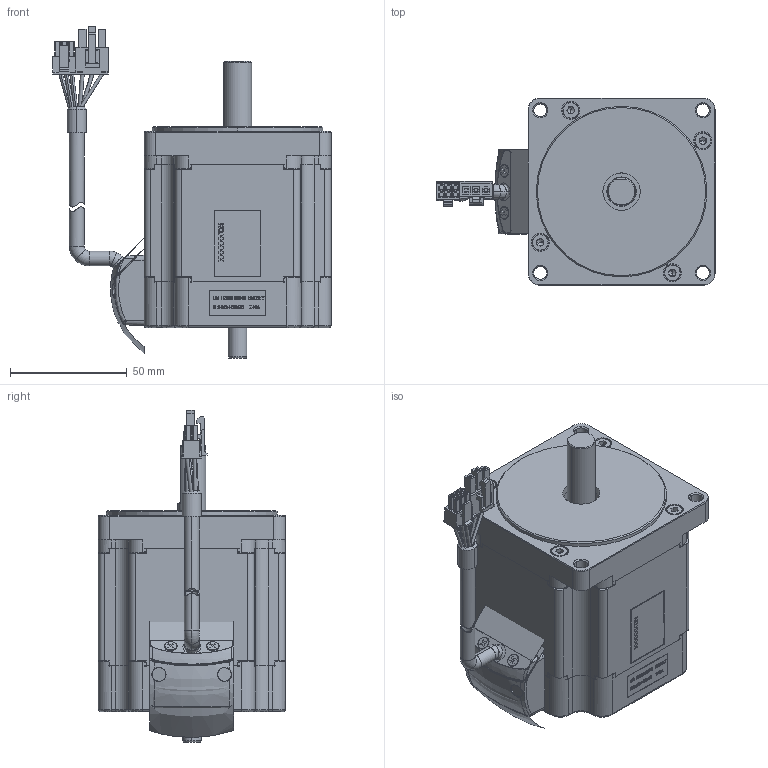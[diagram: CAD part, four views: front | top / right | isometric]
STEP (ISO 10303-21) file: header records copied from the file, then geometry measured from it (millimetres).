
FILE_DESCRIPTION((''),'2;1');
FILE_NAME('4611130001012_ASM_ASM','2020-01-14T19:26:01',('TQ00207'),(''),'CREO PARAMETRIC BY PTC INC, 2018100','CREO PARAMETRIC BY PTC INC, 2018100','');
FILE_SCHEMA(('CONFIG_CONTROL_DESIGN'));
Products named in the file (36): DINGZIZUJIAN_1_1; HOUDUANGAI_2_1; 00_1-11791; 00_ASM_1-11801_ASM; 00_ASM_1-12549_ASM; ROLLINGBEARINGS6000002_1_1_2__4; ZHUANZIZUJIAN_ASM_1_1_ASM; 00_1-34838; _220001_1_1_2_3_4; 200_1_1; 300_1_1; 400_1_1_2_3_4; 500_1_1_2_3_4; 600_1_1_2_3_4; 900_1_1_2_3_4; _210001_1_1_2_3_4; 00_ASM_1-35259_ASM; 00_1-54724; 00_1-57954; RSHUOGUAN_1_1; HOUSING_1_1_1; 1_00_1-69115; 1_00_1-69275; 3_00_1_1; HOUSING_2_ASM_1_1_ASM; XIANLUBANZUJIAN_ASM_2_1_ASM; QIANDUANGAI_1_1; LUODING_1_1; 00_13_1; BIAOQIAN_2_1_2_3_4; M3_1_1; PRT0002_1_1; M2_1_1; PRT0003_1_1; MOTOR_3_ASM_1_1_ASM; 4611130001012_ASM_ASM
Assembly tree (39 placements, depth 6):
  4611130001012_ASM_ASM
    MOTOR_3_ASM_1_1_ASM
      DINGZIZUJIAN_1_1
      HOUDUANGAI_2_1
      ZHUANZIZUJIAN_ASM_1_1_ASM
        00_ASM_1-12549_ASM
          00_ASM_1-11801_ASM
            00_1-11791
        ROLLINGBEARINGS6000002_1_1_2__4  x2
      XIANLUBANZUJIAN_ASM_2_1_ASM
        00_1-34838
        00_ASM_1-35259_ASM
          _220001_1_1_2_3_4
          200_1_1
          300_1_1
          400_1_1_2_3_4
          500_1_1_2_3_4
          600_1_1_2_3_4
          900_1_1_2_3_4
          _210001_1_1_2_3_4
        00_1-54724
        00_1-57954
        RSHUOGUAN_1_1
        HOUSING_1_1_1
        HOUSING_2_ASM_1_1_ASM
          1_00_1-69115
          1_00_1-69275
          3_00_1_1
      QIANDUANGAI_1_1
      LUODING_1_1  x4
      00_13_1
      BIAOQIAN_2_1_2_3_4
      M3_1_1
      PRT0002_1_1
      M2_1_1
      PRT0003_1_1
Bounding box: 119 x 80.2 x 142.06 mm (x, y, z)
Volume: 338784.9 mm3; surface area: 115044.8 mm2
Topology: 32 solids, 38 shells, 3242 faces, 8883 edges, 5786 vertices
Faces by surface type: plane 1715, cylinder 588, cone 435, torus 236, sphere 134, extrusion 70, bspline 64
Entity records: 100332 total; most frequent: CARTESIAN_POINT 32212, ORIENTED_EDGE 14416, DIRECTION 13499, EDGE_CURVE 7219, VECTOR 4921, LINE 4851, VERTEX_POINT 4727, AXIS2_PLACEMENT_3D 4289
